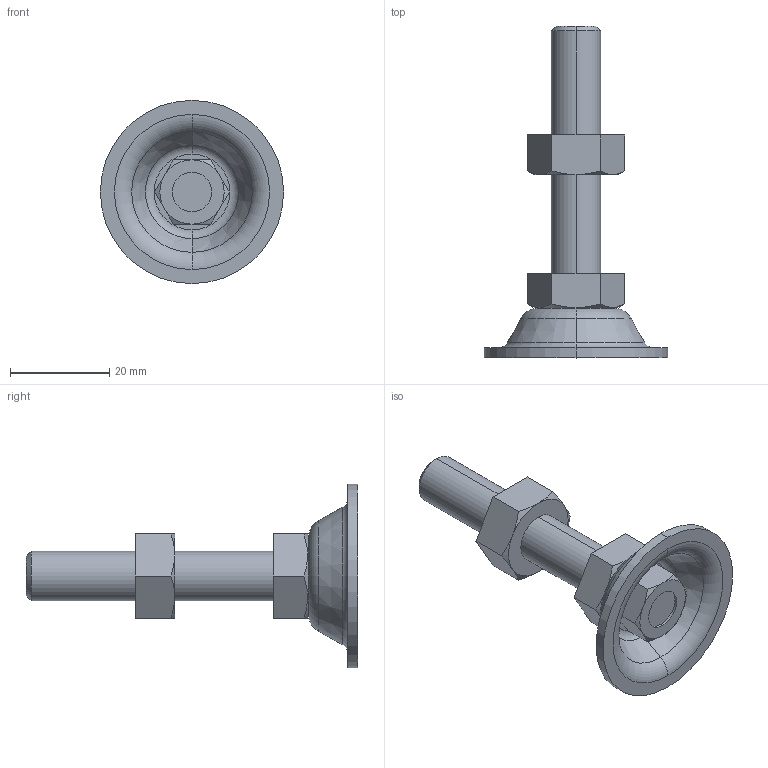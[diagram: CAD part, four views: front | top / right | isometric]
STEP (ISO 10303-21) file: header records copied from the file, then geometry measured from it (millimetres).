
FILE_DESCRIPTION (( 'STEP AP203' ), '1' );
FILE_NAME ('sone3D.STEP', '2017-10-30T01:50:39', ( '' ), ( '' ), 'SwSTEP 2.0', 'SolidWorks 2014', '' );
FILE_SCHEMA (( 'CONFIG_CONTROL_DESIGN' ));
Length unit declared in the file: millimetre
Products named in the file (4): 六角ナットM8（2種）_JIS B 1181 Hexagon nut - Class 2 Finished M8 --N; KC-1275-A-5_本体; sone3D; 六角ナットM10（1種）_JIS B 1181 Hexagon nut - Class 1 Finished M10 --N
Assembly tree (3 placements, depth 2):
  sone3D
    KC-1275-A-5_本体
    六角ナットM10（1種）_JIS B 1181 Hexagon nut - Class 1 Finished M10 --N
    六角ナットM8（2種）_JIS B 1181 Hexagon nut - Class 2 Finished M8 --N
Bounding box: 37 x 67 x 37 mm (x, y, z)
Volume: 10656.5 mm3; surface area: 6994.3 mm2
Topology: 3 solids, 3 shells, 76 faces, 164 edges, 100 vertices
Faces by surface type: plane 30, cone 26, cylinder 12, torus 8
Entity records: 2656 total; most frequent: CARTESIAN_POINT 614, DIRECTION 354, ORIENTED_EDGE 328, EDGE_CURVE 164, AXIS2_PLACEMENT_3D 152, VERTEX_POINT 100, EDGE_LOOP 86, FACE_OUTER_BOUND 76
